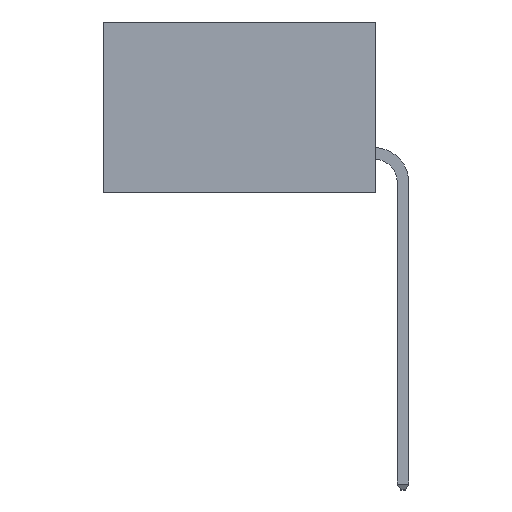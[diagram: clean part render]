
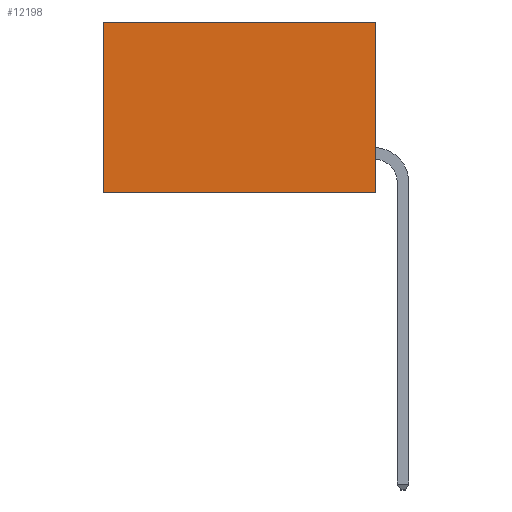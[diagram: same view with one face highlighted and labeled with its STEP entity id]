
A CAD part, left-side view. The second image highlights one B-rep face of the part: STEP entity #12198.
In plain terms, the highlighted planar face has unit normal (-1, 0, 0).
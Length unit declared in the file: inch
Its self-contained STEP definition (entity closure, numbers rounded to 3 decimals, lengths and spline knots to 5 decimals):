
#508 = CARTESIAN_POINT ( 'NONE',  ( 0.277, 0., -0.37 ) ) ;
#530 = EDGE_LOOP ( 'NONE', ( #12383, #14239, #13680, #1508 ) ) ;
#696 = CARTESIAN_POINT ( 'NONE',  ( 0.277, 0., 0. ) ) ;
#1508 = ORIENTED_EDGE ( 'NONE', *, *, #1720, .T. ) ;
#1713 = CARTESIAN_POINT ( 'NONE',  ( 0.277, 0.59, -0.37 ) ) ;
#1720 = EDGE_CURVE ( 'NONE', #8089, #16849, #20398, .T. ) ;
#1976 = DIRECTION ( 'NONE',  ( 0., 0., -1. ) ) ;
#2136 = DIRECTION ( 'NONE',  ( 0., 1., 0. ) ) ;
#2271 = CARTESIAN_POINT ( 'NONE',  ( 0.277, 0.59, -0.37 ) ) ;
#2391 = EDGE_CURVE ( 'NONE', #8089, #10260, #19117, .T. ) ;
#2810 = VERTEX_POINT ( 'NONE', #1713 ) ;
#2938 = DIRECTION ( 'NONE',  ( 0., 0., -1. ) ) ;
#3195 = CARTESIAN_POINT ( 'NONE',  ( 0.277, 0., -0.37 ) ) ;
#4318 = VECTOR ( 'NONE', #2136, 39.37008 ) ;
#6357 = AXIS2_PLACEMENT_3D ( 'NONE', #7141, #18426, #8776 ) ;
#7141 = CARTESIAN_POINT ( 'NONE',  ( 0.277, 0., -0.37 ) ) ;
#7674 = EDGE_CURVE ( 'NONE', #16849, #2810, #11031, .T. ) ;
#8089 = VERTEX_POINT ( 'NONE', #696 ) ;
#8650 = PLANE ( 'NONE',  #6357 ) ;
#8776 = DIRECTION ( 'NONE',  ( 0., 0., -1. ) ) ;
#9284 = EDGE_CURVE ( 'NONE', #10260, #2810, #17798, .T. ) ;
#10260 = VERTEX_POINT ( 'NONE', #3195 ) ;
#11031 = LINE ( 'NONE', #2271, #19107 ) ;
#11544 = VECTOR ( 'NONE', #2938, 39.37008 ) ;
#11831 = VECTOR ( 'NONE', #18578, 39.37008 ) ;
#12198 = ADVANCED_FACE ( 'NONE', ( #20017 ), #8650, .F. ) ;
#12383 = ORIENTED_EDGE ( 'NONE', *, *, #7674, .T. ) ;
#13680 = ORIENTED_EDGE ( 'NONE', *, *, #2391, .F. ) ;
#14239 = ORIENTED_EDGE ( 'NONE', *, *, #9284, .F. ) ;
#16849 = VERTEX_POINT ( 'NONE', #18169 ) ;
#17798 = LINE ( 'NONE', #508, #4318 ) ;
#18169 = CARTESIAN_POINT ( 'NONE',  ( 0.277, 0.59, 0. ) ) ;
#18333 = CARTESIAN_POINT ( 'NONE',  ( 0.277, 0., 0. ) ) ;
#18426 = DIRECTION ( 'NONE',  ( 1., 0., 0. ) ) ;
#18578 = DIRECTION ( 'NONE',  ( 0., 1., 0. ) ) ;
#19107 = VECTOR ( 'NONE', #1976, 39.37008 ) ;
#19117 = LINE ( 'NONE', #20374, #11544 ) ;
#20017 = FACE_OUTER_BOUND ( 'NONE', #530, .T. ) ;
#20374 = CARTESIAN_POINT ( 'NONE',  ( 0.277, 0., -0.37 ) ) ;
#20398 = LINE ( 'NONE', #18333, #11831 ) ;
